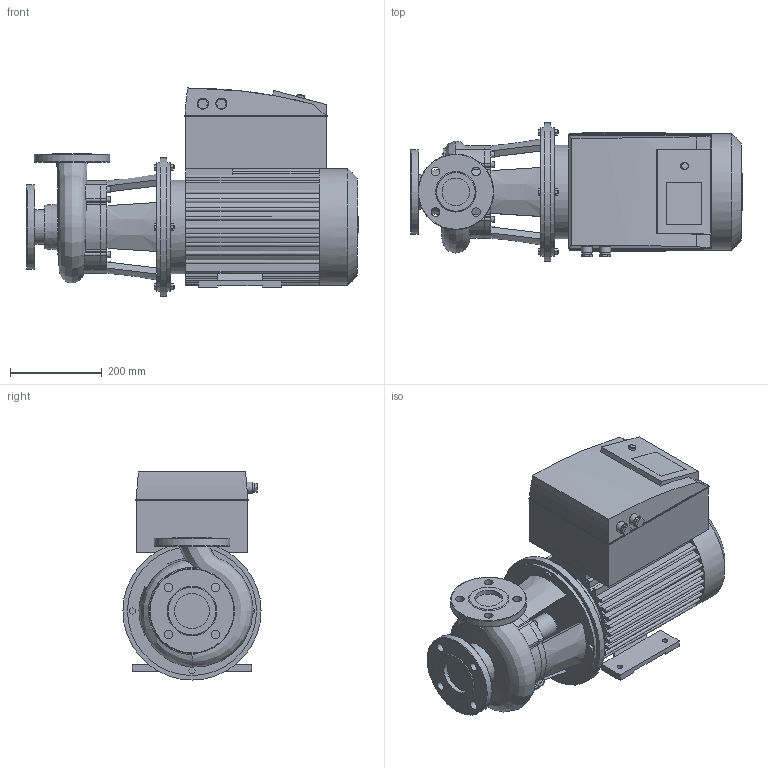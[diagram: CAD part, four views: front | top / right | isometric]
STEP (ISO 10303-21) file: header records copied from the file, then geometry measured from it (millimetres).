
FILE_DESCRIPTION(/* description */ (''),/* implementation_level */ '2;1');
FILE_NAME(/* name */ '3d_BL-E50_130-5_5_2-2191381.stp',/* time_stamp */ '2017-11-06T15:14:01+01:00',/* author */ ('Andrzej'),/* organization */ (''),/* preprocessor_version */ 'ST-DEVELOPER v16.13',/* originating_system */ 'AutoCAD Mechanical',/* authorisation */ '');
FILE_SCHEMA (('AUTOMOTIVE_DESIGN { 1 0 10303 214 3 1 1 }'));
Length unit declared in the file: millimetre
Products named in the file (1): Product
Bounding box: 723.5 x 301 x 453.5 mm (x, y, z)
Volume: 39166599.5 mm3; surface area: 1794603.3 mm2
Topology: 13 solids, 13 shells, 578 faces, 1477 edges, 958 vertices
Faces by surface type: plane 366, cylinder 159, bspline 31, cone 14, torus 8
Full cylindrical faces by diameter (mm): 8 x4, 9 x4, 12 x4, 13 x4, 16 x1, 19 x8, 20 x2, 24 x2, 50 x1, 60.3 x1, 76.1 x2, 165 x1, 185 x1, 204 x1, 254 x1, 281 x2, 301 x1
Entity records: 20809 total; most frequent: CARTESIAN_POINT 6815, DIRECTION 2845, ORIENTED_EDGE 2834, EDGE_CURVE 1417, AXIS2_PLACEMENT_3D 973, VERTEX_POINT 952, LINE 899, VECTOR 899
